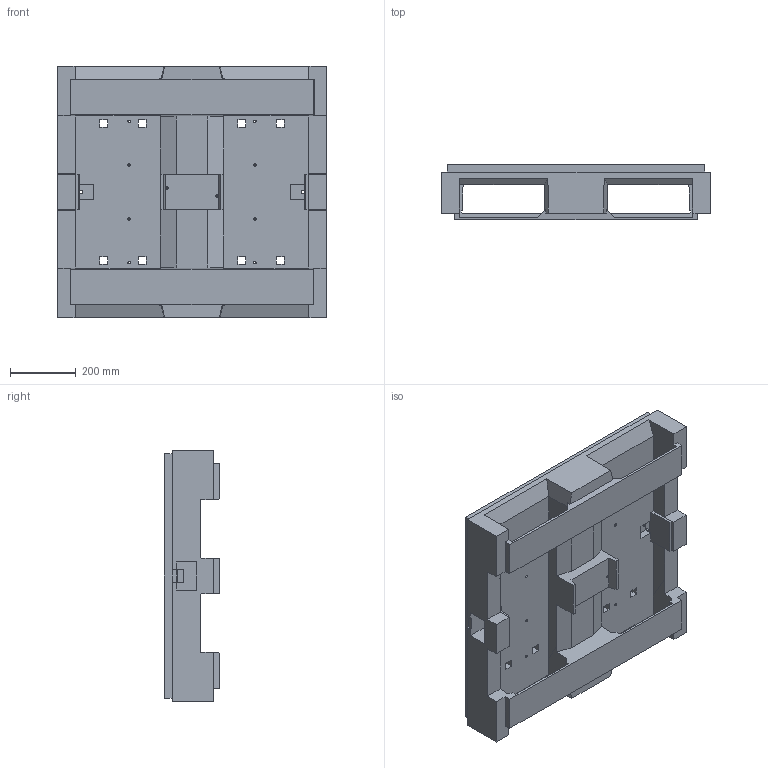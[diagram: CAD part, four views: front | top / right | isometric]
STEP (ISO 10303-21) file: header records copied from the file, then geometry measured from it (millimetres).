
FILE_DESCRIPTION((''),'2;1');
FILE_NAME('86637WSM','2025-06-20T12:03:07',('SYSTEM'),(''),'CREO PARAMETRIC BY PTC INC, 2023294','CREO PARAMETRIC BY PTC INC, 2023294','');
FILE_SCHEMA(('CONFIG_CONTROL_DESIGN'));
Length unit declared in the file: metre
Products named in the file (1): 86637WSM
Bounding box: 819.15 x 168.21 x 768.35 mm (x, y, z)
Volume: 42253007.5 mm3; surface area: 2416769.8 mm2
Topology: 1 solids, 1 shells, 347 faces, 1042 edges, 697 vertices
Faces by surface type: plane 320, cylinder 27
Entity records: 11692 total; most frequent: CARTESIAN_POINT 2102, ORIENTED_EDGE 2084, DIRECTION 1803, EDGE_CURVE 1042, VECTOR 965, LINE 965, VERTEX_POINT 697, AXIS2_PLACEMENT_3D 419
